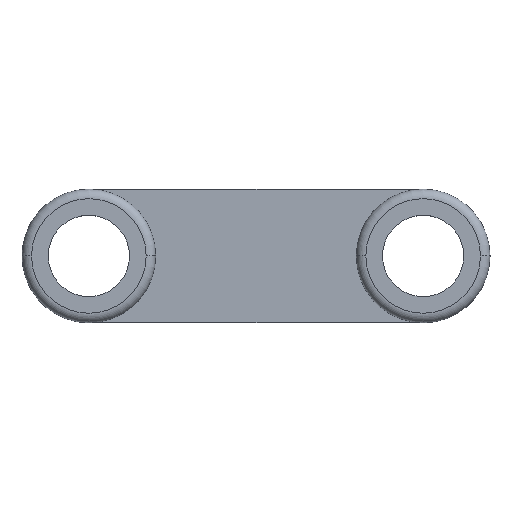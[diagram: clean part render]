
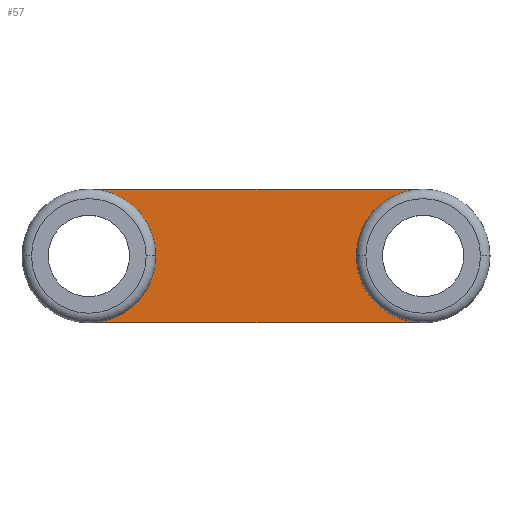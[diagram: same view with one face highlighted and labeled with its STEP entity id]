
A CAD part, top view. The second image highlights one B-rep face of the part: STEP entity #57.
In plain terms, the highlighted planar face has unit normal (0, 0, 1).
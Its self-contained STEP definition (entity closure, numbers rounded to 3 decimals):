
#12 = DIRECTION ( 'NONE',  ( 1., 0., 0. ) ) ;
#16 = DIRECTION ( 'NONE',  ( 0., 0., 1. ) ) ;
#17 = ORIENTED_EDGE ( 'NONE', *, *, #445, .T. ) ;
#38 = VECTOR ( 'NONE', #365, 1000. ) ;
#40 = CARTESIAN_POINT ( 'NONE',  ( 9., -19.5, 3. ) ) ;
#45 = DIRECTION ( 'NONE',  ( 1., 0., 0. ) ) ;
#57 = ADVANCED_FACE ( 'NONE', ( #258 ), #514, .T. ) ;
#68 = DIRECTION ( 'NONE',  ( 0., 0., 1. ) ) ;
#75 = AXIS2_PLACEMENT_3D ( 'NONE', #253, #418, #122 ) ;
#82 = CARTESIAN_POINT ( 'NONE',  ( 9., -33.5, 3. ) ) ;
#122 = DIRECTION ( 'NONE',  ( 1., 0., 0. ) ) ;
#123 = CIRCLE ( 'NONE', #399, 7. ) ;
#125 = DIRECTION ( 'NONE',  ( 0., 0., 1. ) ) ;
#132 = DIRECTION ( 'NONE',  ( 0., 0., 1. ) ) ;
#139 = EDGE_CURVE ( 'NONE', #497, #394, #314, .T. ) ;
#145 = VERTEX_POINT ( 'NONE', #174 ) ;
#149 = DIRECTION ( 'NONE',  ( 1., 0., 0. ) ) ;
#153 = EDGE_CURVE ( 'NONE', #145, #517, #199, .T. ) ;
#169 = AXIS2_PLACEMENT_3D ( 'NONE', #375, #125, #287 ) ;
#174 = CARTESIAN_POINT ( 'NONE',  ( 2., -26.5, 3. ) ) ;
#176 = CIRCLE ( 'NONE', #75, 7. ) ;
#199 = CIRCLE ( 'NONE', #508, 7. ) ;
#215 = VECTOR ( 'NONE', #149, 1000. ) ;
#234 = ORIENTED_EDGE ( 'NONE', *, *, #392, .T. ) ;
#253 = CARTESIAN_POINT ( 'NONE',  ( 9., -26.5, 3. ) ) ;
#257 = CARTESIAN_POINT ( 'NONE',  ( -26., -33.5, 3. ) ) ;
#258 = FACE_OUTER_BOUND ( 'NONE', #411, .T. ) ;
#279 = ORIENTED_EDGE ( 'NONE', *, *, #153, .F. ) ;
#287 = DIRECTION ( 'NONE',  ( 1., 0., 0. ) ) ;
#312 = CARTESIAN_POINT ( 'NONE',  ( -26., -19.5, 3. ) ) ;
#314 = CIRCLE ( 'NONE', #358, 7. ) ;
#319 = CARTESIAN_POINT ( 'NONE',  ( -26., -19.5, 3. ) ) ;
#326 = CARTESIAN_POINT ( 'NONE',  ( -19., -26.5, 3. ) ) ;
#339 = ORIENTED_EDGE ( 'NONE', *, *, #499, .F. ) ;
#348 = ORIENTED_EDGE ( 'NONE', *, *, #139, .F. ) ;
#349 = EDGE_CURVE ( 'NONE', #535, #497, #123, .T. ) ;
#354 = CARTESIAN_POINT ( 'NONE',  ( 9., -33.5, 3. ) ) ;
#358 = AXIS2_PLACEMENT_3D ( 'NONE', #419, #132, #45 ) ;
#365 = DIRECTION ( 'NONE',  ( -1., 0., 0. ) ) ;
#375 = CARTESIAN_POINT ( 'NONE',  ( -20., -14.5, 3. ) ) ;
#392 = EDGE_CURVE ( 'NONE', #535, #517, #534, .T. ) ;
#394 = VERTEX_POINT ( 'NONE', #312 ) ;
#399 = AXIS2_PLACEMENT_3D ( 'NONE', #448, #68, #484 ) ;
#408 = LINE ( 'NONE', #319, #38 ) ;
#411 = EDGE_LOOP ( 'NONE', ( #339, #17, #348, #521, #234, #279 ) ) ;
#418 = DIRECTION ( 'NONE',  ( 0., 0., 1. ) ) ;
#419 = CARTESIAN_POINT ( 'NONE',  ( -26., -26.5, 3. ) ) ;
#426 = CARTESIAN_POINT ( 'NONE',  ( 9., -26.5, 3. ) ) ;
#445 = EDGE_CURVE ( 'NONE', #480, #394, #408, .T. ) ;
#448 = CARTESIAN_POINT ( 'NONE',  ( -26., -26.5, 3. ) ) ;
#480 = VERTEX_POINT ( 'NONE', #40 ) ;
#484 = DIRECTION ( 'NONE',  ( 1., 0., 0. ) ) ;
#497 = VERTEX_POINT ( 'NONE', #326 ) ;
#499 = EDGE_CURVE ( 'NONE', #480, #145, #176, .T. ) ;
#508 = AXIS2_PLACEMENT_3D ( 'NONE', #426, #16, #12 ) ;
#514 = PLANE ( 'NONE',  #169 ) ;
#517 = VERTEX_POINT ( 'NONE', #82 ) ;
#521 = ORIENTED_EDGE ( 'NONE', *, *, #349, .F. ) ;
#534 = LINE ( 'NONE', #354, #215 ) ;
#535 = VERTEX_POINT ( 'NONE', #257 ) ;
